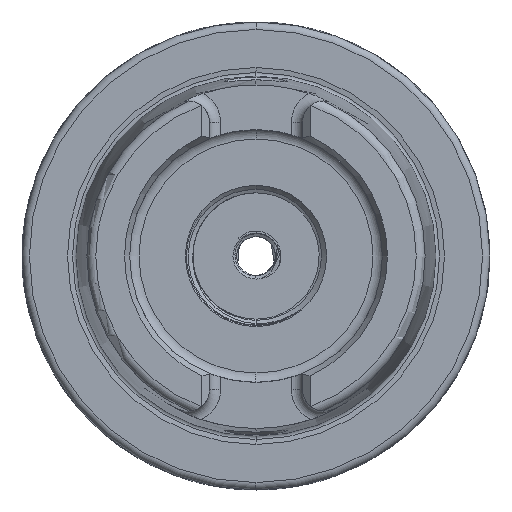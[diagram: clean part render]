
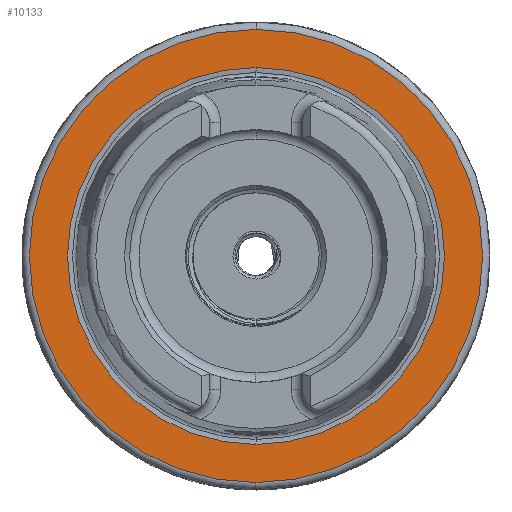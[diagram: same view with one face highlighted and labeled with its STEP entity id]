
A CAD part, left-side view. The second image highlights one B-rep face of the part: STEP entity #10133.
In plain terms, the highlighted planar face has unit normal (-1, 0, 0).
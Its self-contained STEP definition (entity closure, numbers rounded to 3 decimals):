
#82 = CARTESIAN_POINT ( 'NONE',  ( 0., 0., 30.5 ) ) ;
#97 = CARTESIAN_POINT ( 'NONE',  ( 0., 0., -30.5 ) ) ;
#122 = CARTESIAN_POINT ( 'NONE',  ( 0., 0., -25.369 ) ) ;
#1511 = AXIS2_PLACEMENT_3D ( 'NONE', #16625, #16640, #16600 ) ;
#1513 = AXIS2_PLACEMENT_3D ( 'NONE', #17418, #17387, #17391 ) ;
#1671 = AXIS2_PLACEMENT_3D ( 'NONE', #12311, #12339, #12304 ) ;
#1742 = AXIS2_PLACEMENT_3D ( 'NONE', #14340, #14327, #14328 ) ;
#1762 = AXIS2_PLACEMENT_3D ( 'NONE', #14205, #14241, #14214 ) ;
#8415 = FACE_OUTER_BOUND ( 'NONE', #14964, .T. ) ;
#8549 = VERTEX_POINT ( 'NONE', #97 ) ;
#8563 = VERTEX_POINT ( 'NONE', #122 ) ;
#8572 = VERTEX_POINT ( 'NONE', #82 ) ;
#8820 = VERTEX_POINT ( 'NONE', #9883 ) ;
#9883 = CARTESIAN_POINT ( 'NONE',  ( 0., 0., 25.369 ) ) ;
#10133 = ADVANCED_FACE ( 'NONE', ( #8415, #13355 ), #12329, .T. ) ;
#10445 = ORIENTED_EDGE ( 'NONE', *, *, #10995, .T. ) ;
#10516 = ORIENTED_EDGE ( 'NONE', *, *, #11741, .T. ) ;
#10519 = ORIENTED_EDGE ( 'NONE', *, *, #11686, .T. ) ;
#10522 = ORIENTED_EDGE ( 'NONE', *, *, #10978, .T. ) ;
#10978 = EDGE_CURVE ( 'NONE', #8549, #8572, #13552, .T. ) ;
#10995 = EDGE_CURVE ( 'NONE', #8563, #8820, #13530, .T. ) ;
#11686 = EDGE_CURVE ( 'NONE', #8572, #8549, #13764, .T. ) ;
#11741 = EDGE_CURVE ( 'NONE', #8820, #8563, #13813, .T. ) ;
#12304 = DIRECTION ( 'NONE',  ( 0., 0., 1. ) ) ;
#12311 = CARTESIAN_POINT ( 'NONE',  ( 0., 25.369, 0. ) ) ;
#12329 = PLANE ( 'NONE',  #1671 ) ;
#12339 = DIRECTION ( 'NONE',  ( -1., 0., 0. ) ) ;
#13355 = FACE_BOUND ( 'NONE', #14955, .T. ) ;
#13530 = CIRCLE ( 'NONE', #1742, 25.369 ) ;
#13552 = CIRCLE ( 'NONE', #1762, 30.5 ) ;
#13764 = CIRCLE ( 'NONE', #1513, 30.5 ) ;
#13813 = CIRCLE ( 'NONE', #1511, 25.369 ) ;
#14205 = CARTESIAN_POINT ( 'NONE',  ( 0., 0., 0. ) ) ;
#14214 = DIRECTION ( 'NONE',  ( 0., 0., 1. ) ) ;
#14241 = DIRECTION ( 'NONE',  ( -1., 0., 0. ) ) ;
#14327 = DIRECTION ( 'NONE',  ( 1., 0., 0. ) ) ;
#14328 = DIRECTION ( 'NONE',  ( 0., 0., -1. ) ) ;
#14340 = CARTESIAN_POINT ( 'NONE',  ( 0., 0., 0. ) ) ;
#14955 = EDGE_LOOP ( 'NONE', ( #10516, #10445 ) ) ;
#14964 = EDGE_LOOP ( 'NONE', ( #10519, #10522 ) ) ;
#16600 = DIRECTION ( 'NONE',  ( 0., 0., -1. ) ) ;
#16625 = CARTESIAN_POINT ( 'NONE',  ( 0., 0., 0. ) ) ;
#16640 = DIRECTION ( 'NONE',  ( 1., 0., 0. ) ) ;
#17387 = DIRECTION ( 'NONE',  ( -1., 0., 0. ) ) ;
#17391 = DIRECTION ( 'NONE',  ( 0., 0., 1. ) ) ;
#17418 = CARTESIAN_POINT ( 'NONE',  ( 0., 0., 0. ) ) ;
